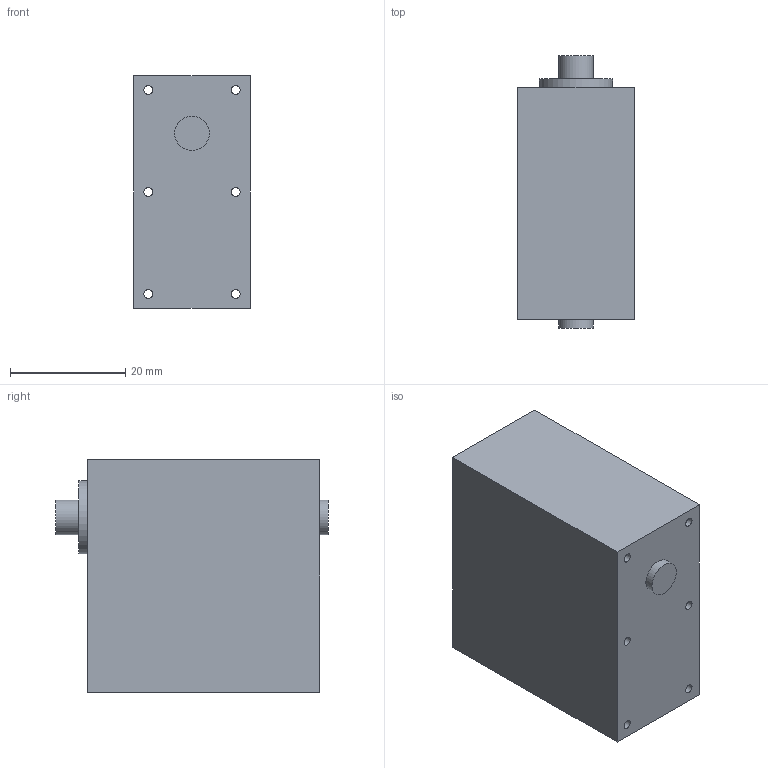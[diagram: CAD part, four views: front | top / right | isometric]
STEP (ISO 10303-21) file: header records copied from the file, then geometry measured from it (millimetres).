
FILE_DESCRIPTION(/* description */ (''),/* implementation_level */ '2;1');
FILE_NAME(/* name */ 'RoBoard_RS_1270_ipt_a65befb9.STEP',/* time_stamp */ '2017-02-10T12:02:19-05:00',/* author */ ('stevy'),/* organization */ (''),/* preprocessor_version */ 'ST-DEVELOPER v16.1',/* originating_system */ 'Autodesk Inventor 2016',/* authorisation */ '');
FILE_SCHEMA (('AUTOMOTIVE_DESIGN { 1 0 10303 214 3 1 1 }'));
Length unit declared in the file: millimetre
Products named in the file (1): RoBoard_RS_1270
Bounding box: 20.15 x 47.3 x 40.4 mm (x, y, z)
Volume: 32695.9 mm3; surface area: 7826.8 mm2
Topology: 1 solids, 1 shells, 18 faces, 39 edges, 26 vertices
Faces by surface type: cylinder 9, plane 9
Full cylindrical faces by diameter (mm): 1.55 x6, 6 x2, 12.7 x1
Entity records: 504 total; most frequent: DIRECTION 86, CARTESIAN_POINT 75, ORIENTED_EDGE 60, EDGE_LOOP 42, AXIS2_PLACEMENT_3D 37, EDGE_CURVE 30, VERTEX_POINT 26, FACE_BOUND 24
